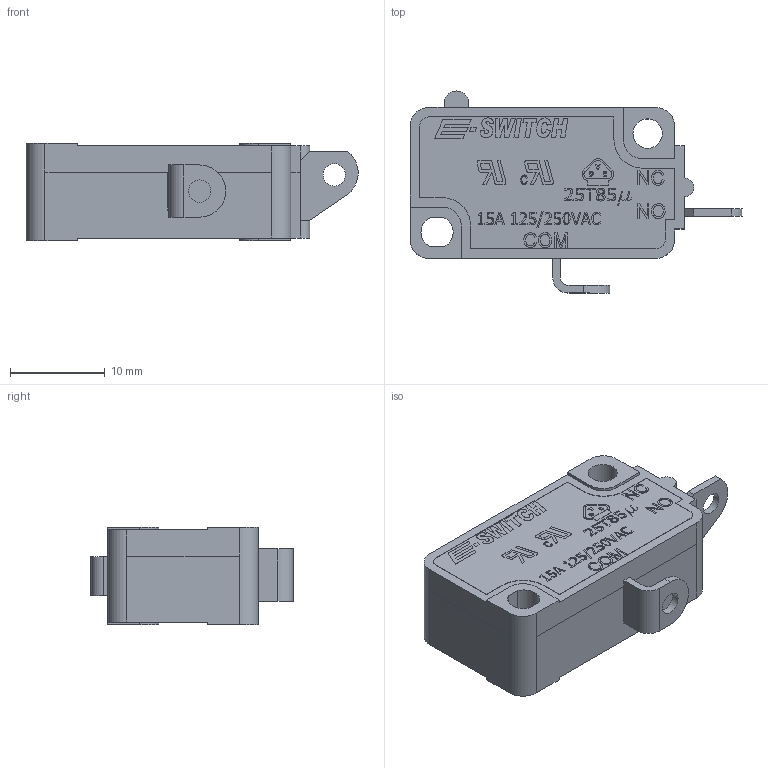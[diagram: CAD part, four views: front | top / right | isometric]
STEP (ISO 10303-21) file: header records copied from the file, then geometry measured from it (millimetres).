
FILE_DESCRIPTION((''),'2;1');
FILE_NAME('LS0851500FxxxS1C.stp','2018-03-16T14:15:52',('mroman'),(''),'Autodesk Inventor 2012','Autodesk Inventor 2012','');
FILE_SCHEMA(('CONFIG_CONTROL_DESIGN'));
Length unit declared in the file: inch
Products named in the file (1): LS0851500FxxxS1C
Bounding box: 34.99 x 21.3 x 10.3 mm (x, y, z)
Volume: 4279.8 mm3; surface area: 2272.3 mm2
Topology: 1 solids, 1 shells, 739 faces, 2044 edges, 1361 vertices
Faces by surface type: plane 486, bspline 204, cylinder 49
Full cylindrical faces by diameter (mm): 2.35 x2, 3.1 x1
Entity records: 25777 total; most frequent: CARTESIAN_POINT 7402, ORIENTED_EDGE 4080, DIRECTION 2802, EDGE_CURVE 2040, VECTOR 1534, LINE 1534, VERTEX_POINT 1360, EDGE_LOOP 804
